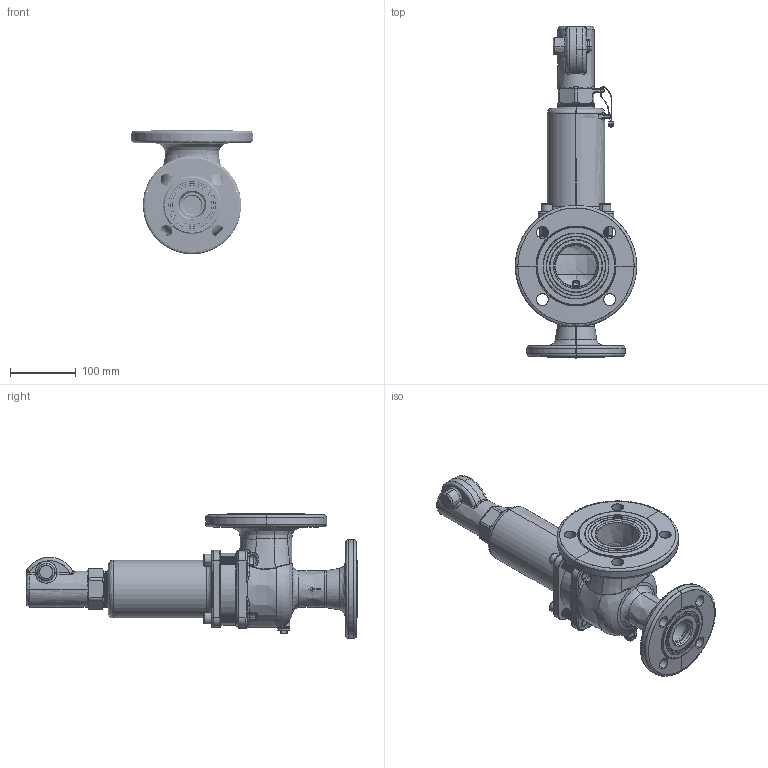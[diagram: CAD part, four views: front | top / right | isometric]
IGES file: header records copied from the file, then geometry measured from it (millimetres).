
Start section: SolidWorks IGES file using analytic representation for surfaces
Global section: file name: X52 - 40  bG bF bGF Dummy.IGS; native system: SolidWorks 2010; preprocessor: SolidWorks 2010; author: Blankenhorn2; date: 100715.103340; units: millimetre
Bounding box: 185 x 506.22 x 190 mm (x, y, z)
Surface area: 438188.8 mm2 (no closed solid volume)
Topology: 0 solids, 0 shells, 2635 faces, 29290 edges, 29228 vertices
Faces by surface type: bspline 1514, revolution 1121
